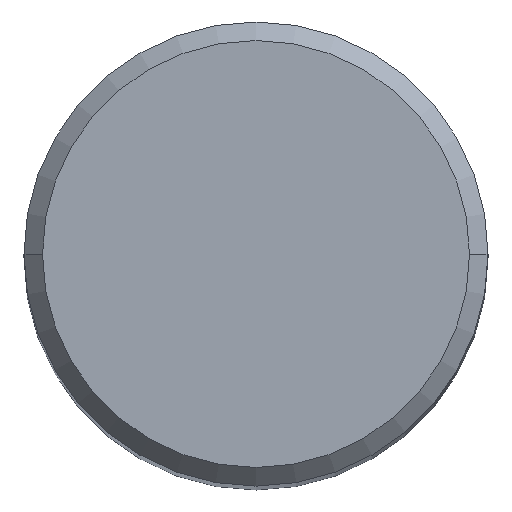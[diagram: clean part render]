
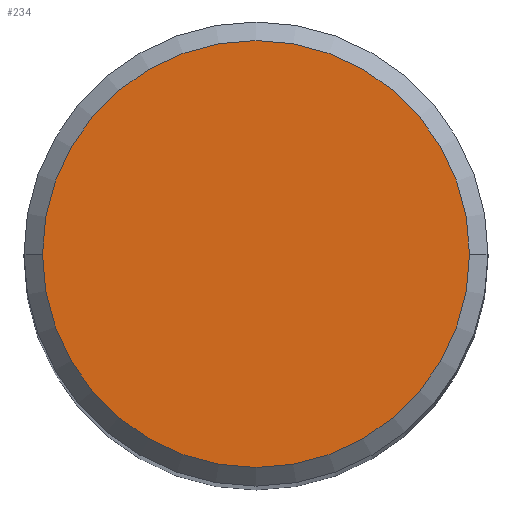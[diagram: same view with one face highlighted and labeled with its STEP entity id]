
A CAD part, top view. The second image highlights one B-rep face of the part: STEP entity #234.
In plain terms, the highlighted planar face has unit normal (0, 0, 1).
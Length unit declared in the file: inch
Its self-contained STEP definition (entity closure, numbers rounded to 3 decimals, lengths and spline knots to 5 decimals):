
#15 = CARTESIAN_POINT ( 'NONE',  ( 0., 0., 2.5 ) ) ;
#22 = AXIS2_PLACEMENT_3D ( 'NONE', #170, #124, #202 ) ;
#31 = VERTEX_POINT ( 'NONE', #209 ) ;
#35 = DIRECTION ( 'NONE',  ( 0., 0., 1. ) ) ;
#46 = DIRECTION ( 'NONE',  ( 1., 0., 0. ) ) ;
#58 = DIRECTION ( 'NONE',  ( 0., 0., 1. ) ) ;
#77 = CARTESIAN_POINT ( 'NONE',  ( 0., 0., 2.5 ) ) ;
#89 = ORIENTED_EDGE ( 'NONE', *, *, #224, .T. ) ;
#93 = PLANE ( 'NONE',  #22 ) ;
#94 = CIRCLE ( 'NONE', #191, 0.1725 ) ;
#124 = DIRECTION ( 'NONE',  ( 0., 0., 1. ) ) ;
#133 = DIRECTION ( 'NONE',  ( 1., 0., 0. ) ) ;
#141 = ORIENTED_EDGE ( 'NONE', *, *, #192, .T. ) ;
#146 = AXIS2_PLACEMENT_3D ( 'NONE', #77, #58, #133 ) ;
#151 = VERTEX_POINT ( 'NONE', #213 ) ;
#170 = CARTESIAN_POINT ( 'NONE',  ( 0., 0., 2.5 ) ) ;
#187 = FACE_OUTER_BOUND ( 'NONE', #194, .T. ) ;
#191 = AXIS2_PLACEMENT_3D ( 'NONE', #15, #35, #46 ) ;
#192 = EDGE_CURVE ( 'NONE', #151, #31, #197, .T. ) ;
#194 = EDGE_LOOP ( 'NONE', ( #89, #141 ) ) ;
#197 = CIRCLE ( 'NONE', #146, 0.1725 ) ;
#202 = DIRECTION ( 'NONE',  ( 1., 0., 0. ) ) ;
#209 = CARTESIAN_POINT ( 'NONE',  ( -0.1725, 0., 2.5 ) ) ;
#213 = CARTESIAN_POINT ( 'NONE',  ( 0.1725, 0., 2.5 ) ) ;
#224 = EDGE_CURVE ( 'NONE', #31, #151, #94, .T. ) ;
#234 = ADVANCED_FACE ( 'NONE', ( #187 ), #93, .T. ) ;
